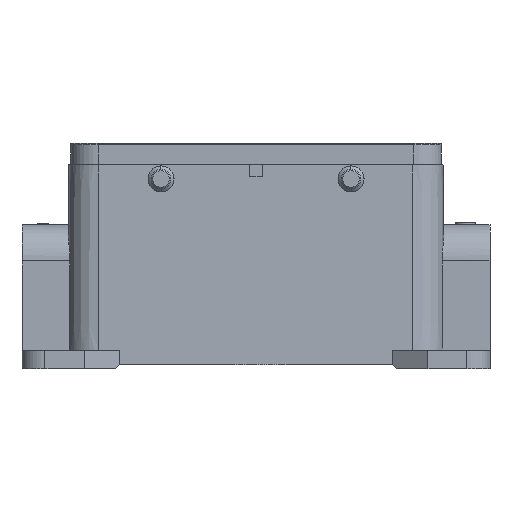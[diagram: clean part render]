
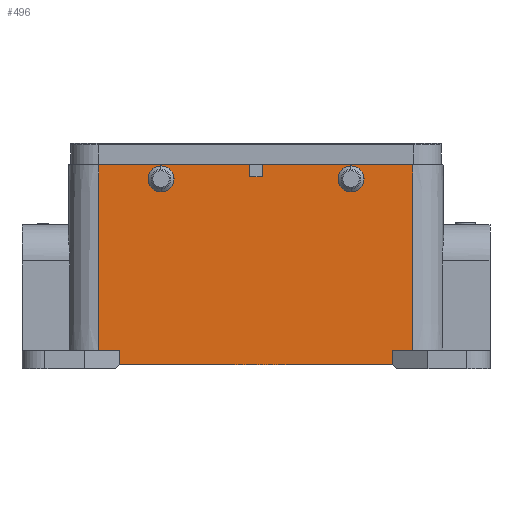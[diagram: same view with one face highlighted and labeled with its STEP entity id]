
A CAD part, front view. The second image highlights one B-rep face of the part: STEP entity #496.
In plain terms, the highlighted planar face has unit normal (0, -1, 0.009).
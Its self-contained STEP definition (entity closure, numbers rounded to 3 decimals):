
#192=FACE_BOUND('',#1462,.T.);
#193=FACE_BOUND('',#1463,.T.);
#194=FACE_BOUND('',#1464,.T.);
#282=PLANE('',#7530);
#496=ADVANCED_FACE('',(#192,#193,#194),#282,.T.);
#1462=EDGE_LOOP('',(#2448,#2449,#2450,#2451,#2452,#2453,#2454,#2455,#2456,
#2457,#2458,#2459));
#1463=EDGE_LOOP('',(#2460));
#1464=EDGE_LOOP('',(#2461));
#2358=ELLIPSE('',#7515,1.5,1.5);
#2359=ELLIPSE('',#7518,1.5,1.5);
#2448=ORIENTED_EDGE('',*,*,#5246,.T.);
#2449=ORIENTED_EDGE('',*,*,#5247,.T.);
#2450=ORIENTED_EDGE('',*,*,#5248,.F.);
#2451=ORIENTED_EDGE('',*,*,#5249,.T.);
#2452=ORIENTED_EDGE('',*,*,#5250,.F.);
#2453=ORIENTED_EDGE('',*,*,#5245,.T.);
#2454=ORIENTED_EDGE('',*,*,#5251,.F.);
#2455=ORIENTED_EDGE('',*,*,#5252,.T.);
#2456=ORIENTED_EDGE('',*,*,#5253,.T.);
#2457=ORIENTED_EDGE('',*,*,#5254,.T.);
#2458=ORIENTED_EDGE('',*,*,#5255,.F.);
#2459=ORIENTED_EDGE('',*,*,#5256,.F.);
#2460=ORIENTED_EDGE('',*,*,#5223,.T.);
#2461=ORIENTED_EDGE('',*,*,#5221,.T.);
#4533=VERTEX_POINT('',#10606);
#4535=VERTEX_POINT('',#10611);
#4548=VERTEX_POINT('',#10639);
#4554=VERTEX_POINT('',#10655);
#4555=VERTEX_POINT('',#10659);
#4556=VERTEX_POINT('',#10660);
#4557=VERTEX_POINT('',#10662);
#4558=VERTEX_POINT('',#10664);
#4559=VERTEX_POINT('',#10666);
#4560=VERTEX_POINT('',#10669);
#4561=VERTEX_POINT('',#10671);
#4562=VERTEX_POINT('',#10673);
#4563=VERTEX_POINT('',#10675);
#4564=VERTEX_POINT('',#10677);
#5221=EDGE_CURVE('',#4533,#4533,#2358,.T.);
#5223=EDGE_CURVE('',#4535,#4535,#2359,.T.);
#5245=EDGE_CURVE('',#4548,#4554,#6273,.T.);
#5246=EDGE_CURVE('',#4555,#4556,#6274,.T.);
#5247=EDGE_CURVE('',#4556,#4557,#6275,.T.);
#5248=EDGE_CURVE('',#4558,#4557,#6276,.T.);
#5249=EDGE_CURVE('',#4558,#4559,#6277,.T.);
#5250=EDGE_CURVE('',#4548,#4559,#6278,.T.);
#5251=EDGE_CURVE('',#4560,#4554,#6279,.T.);
#5252=EDGE_CURVE('',#4560,#4561,#6280,.T.);
#5253=EDGE_CURVE('',#4561,#4562,#6281,.T.);
#5254=EDGE_CURVE('',#4562,#4563,#6282,.T.);
#5255=EDGE_CURVE('',#4564,#4563,#6283,.T.);
#5256=EDGE_CURVE('',#4555,#4564,#6284,.T.);
#6273=LINE('',#10656,#6893);
#6274=LINE('',#10658,#6894);
#6275=LINE('',#10661,#6895);
#6276=LINE('',#10663,#6896);
#6277=LINE('',#10665,#6897);
#6278=LINE('',#10667,#6898);
#6279=LINE('',#10668,#6899);
#6280=LINE('',#10670,#6900);
#6281=LINE('',#10672,#6901);
#6282=LINE('',#10674,#6902);
#6283=LINE('',#10676,#6903);
#6284=LINE('',#10678,#6904);
#6893=VECTOR('',#8387,1.);
#6894=VECTOR('',#8390,1.);
#6895=VECTOR('',#8391,1.);
#6896=VECTOR('',#8392,1.);
#6897=VECTOR('',#8393,1.);
#6898=VECTOR('',#8394,1.);
#6899=VECTOR('',#8395,1.);
#6900=VECTOR('',#8396,1.);
#6901=VECTOR('',#8397,1.);
#6902=VECTOR('',#8398,1.);
#6903=VECTOR('',#8399,1.);
#6904=VECTOR('',#8400,1.);
#7515=AXIS2_PLACEMENT_3D('',#10605,#8344,#8345);
#7518=AXIS2_PLACEMENT_3D('',#10610,#8350,#8351);
#7530=AXIS2_PLACEMENT_3D('',#10679,#8401,#8402);
#8344=DIRECTION('',(0.,1.,-0.009));
#8345=DIRECTION('',(0.,0.009,1.));
#8350=DIRECTION('',(0.,1.,-0.009));
#8351=DIRECTION('',(0.,0.009,1.));
#8387=DIRECTION('',(0.,0.009,1.));
#8390=DIRECTION('',(-1.,0.,0.));
#8391=DIRECTION('',(0.,-0.009,-1.));
#8392=DIRECTION('',(-1.,0.,0.));
#8393=DIRECTION('',(0.,-0.009,-1.));
#8394=DIRECTION('',(-1.,0.,0.));
#8395=DIRECTION('',(-1.,0.,0.));
#8396=DIRECTION('',(0.,0.009,1.));
#8397=DIRECTION('',(-1.,0.,0.));
#8398=DIRECTION('',(0.,-0.009,-1.));
#8399=DIRECTION('',(1.,0.,0.));
#8400=DIRECTION('',(0.,-0.009,-1.));
#8401=DIRECTION('',(0.,-1.,0.009));
#8402=DIRECTION('',(-1.,0.,0.));
#10605=CARTESIAN_POINT('',(23.75,-21.531,21.));
#10606=CARTESIAN_POINT('',(23.75,-21.517,22.5));
#10610=CARTESIAN_POINT('',(-23.75,-21.531,21.));
#10611=CARTESIAN_POINT('',(-23.75,-21.517,22.5));
#10639=CARTESIAN_POINT('',(34.,-21.936,-25.5));
#10655=CARTESIAN_POINT('',(34.,-21.906,-22.));
#10656=CARTESIAN_POINT('',(34.,-21.936,-25.5));
#10658=CARTESIAN_POINT('',(-1.6,-21.5,24.5));
#10659=CARTESIAN_POINT('',(-1.6,-21.5,24.5));
#10660=CARTESIAN_POINT('',(-39.25,-21.5,24.5));
#10661=CARTESIAN_POINT('',(-39.25,-21.5,24.5));
#10662=CARTESIAN_POINT('',(-39.25,-21.906,-22.));
#10663=CARTESIAN_POINT('',(-34.,-21.906,-22.));
#10664=CARTESIAN_POINT('',(-34.,-21.906,-22.));
#10665=CARTESIAN_POINT('',(-34.,-21.906,-22.));
#10666=CARTESIAN_POINT('',(-34.,-21.936,-25.5));
#10667=CARTESIAN_POINT('',(34.,-21.936,-25.5));
#10668=CARTESIAN_POINT('',(39.25,-21.906,-22.));
#10669=CARTESIAN_POINT('',(39.25,-21.906,-22.));
#10670=CARTESIAN_POINT('',(39.25,-21.906,-22.));
#10671=CARTESIAN_POINT('',(39.25,-21.5,24.5));
#10672=CARTESIAN_POINT('',(39.25,-21.5,24.5));
#10673=CARTESIAN_POINT('',(1.6,-21.5,24.5));
#10674=CARTESIAN_POINT('',(1.6,-21.5,24.5));
#10675=CARTESIAN_POINT('',(1.6,-21.526,21.5));
#10676=CARTESIAN_POINT('',(-1.6,-21.526,21.5));
#10677=CARTESIAN_POINT('',(-1.6,-21.526,21.5));
#10678=CARTESIAN_POINT('',(-1.6,-21.5,24.5));
#10679=CARTESIAN_POINT('',(-41.628,-21.5,24.5));
